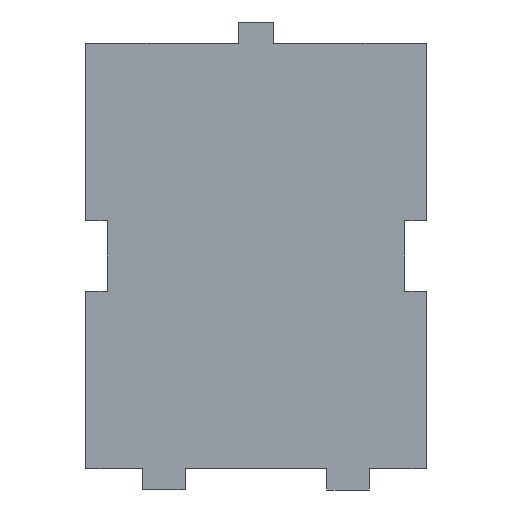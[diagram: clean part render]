
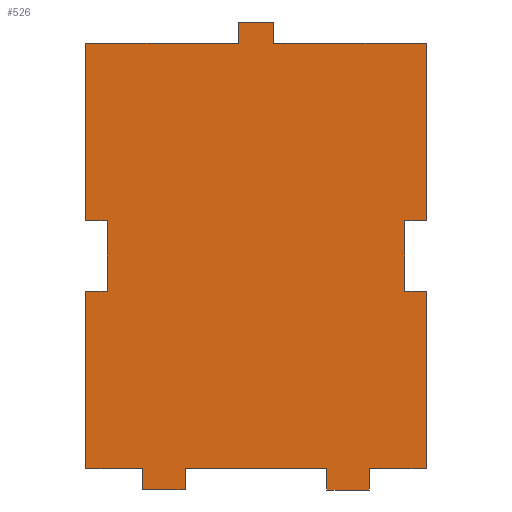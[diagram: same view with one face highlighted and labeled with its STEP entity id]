
A CAD part, front view. The second image highlights one B-rep face of the part: STEP entity #526.
In plain terms, the highlighted planar face has unit normal (0, -1, 0).
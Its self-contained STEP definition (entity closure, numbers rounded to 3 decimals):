
#40=FACE_OUTER_BOUND('',#66,.T.);
#66=EDGE_LOOP('',(#451,#452,#453,#454,#455,#456,#457,#458,#459,#460,#461,
#462,#463,#464,#465,#466,#467,#468,#469,#470,#471,#472,#473,#474));
#67=LINE('',#685,#139);
#71=LINE('',#693,#143);
#74=LINE('',#699,#146);
#77=LINE('',#705,#149);
#80=LINE('',#711,#152);
#83=LINE('',#717,#155);
#86=LINE('',#723,#158);
#89=LINE('',#729,#161);
#92=LINE('',#735,#164);
#95=LINE('',#741,#167);
#98=LINE('',#747,#170);
#101=LINE('',#753,#173);
#104=LINE('',#759,#176);
#107=LINE('',#765,#179);
#110=LINE('',#771,#182);
#113=LINE('',#777,#185);
#116=LINE('',#783,#188);
#119=LINE('',#789,#191);
#122=LINE('',#795,#194);
#125=LINE('',#801,#197);
#128=LINE('',#807,#200);
#131=LINE('',#813,#203);
#134=LINE('',#819,#206);
#137=LINE('',#824,#209);
#139=VECTOR('',#559,25.);
#143=VECTOR('',#565,3.);
#146=VECTOR('',#570,10.);
#149=VECTOR('',#575,3.);
#152=VECTOR('',#580,25.);
#155=VECTOR('',#585,8.);
#158=VECTOR('',#590,3.);
#161=VECTOR('',#595,6.);
#164=VECTOR('',#600,3.);
#167=VECTOR('',#605,20.);
#170=VECTOR('',#610,3.);
#173=VECTOR('',#615,6.);
#176=VECTOR('',#620,3.);
#179=VECTOR('',#625,8.);
#182=VECTOR('',#630,25.);
#185=VECTOR('',#635,3.);
#188=VECTOR('',#640,10.);
#191=VECTOR('',#645,3.);
#194=VECTOR('',#650,25.);
#197=VECTOR('',#655,21.5);
#200=VECTOR('',#660,3.);
#203=VECTOR('',#665,5.);
#206=VECTOR('',#670,3.);
#209=VECTOR('',#675,21.5);
#211=VERTEX_POINT('',#683);
#212=VERTEX_POINT('',#684);
#215=VERTEX_POINT('',#692);
#217=VERTEX_POINT('',#698);
#219=VERTEX_POINT('',#704);
#221=VERTEX_POINT('',#710);
#223=VERTEX_POINT('',#716);
#225=VERTEX_POINT('',#722);
#227=VERTEX_POINT('',#728);
#229=VERTEX_POINT('',#734);
#231=VERTEX_POINT('',#740);
#233=VERTEX_POINT('',#746);
#235=VERTEX_POINT('',#752);
#237=VERTEX_POINT('',#758);
#239=VERTEX_POINT('',#764);
#241=VERTEX_POINT('',#770);
#243=VERTEX_POINT('',#776);
#245=VERTEX_POINT('',#782);
#247=VERTEX_POINT('',#788);
#249=VERTEX_POINT('',#794);
#251=VERTEX_POINT('',#800);
#253=VERTEX_POINT('',#806);
#255=VERTEX_POINT('',#812);
#257=VERTEX_POINT('',#818);
#259=EDGE_CURVE('',#211,#212,#67,.T.);
#263=EDGE_CURVE('',#215,#211,#71,.T.);
#266=EDGE_CURVE('',#217,#215,#74,.T.);
#269=EDGE_CURVE('',#219,#217,#77,.T.);
#272=EDGE_CURVE('',#221,#219,#80,.T.);
#275=EDGE_CURVE('',#223,#221,#83,.T.);
#278=EDGE_CURVE('',#225,#223,#86,.T.);
#281=EDGE_CURVE('',#227,#225,#89,.T.);
#284=EDGE_CURVE('',#229,#227,#92,.T.);
#287=EDGE_CURVE('',#231,#229,#95,.T.);
#290=EDGE_CURVE('',#233,#231,#98,.T.);
#293=EDGE_CURVE('',#235,#233,#101,.T.);
#296=EDGE_CURVE('',#237,#235,#104,.T.);
#299=EDGE_CURVE('',#239,#237,#107,.T.);
#302=EDGE_CURVE('',#241,#239,#110,.T.);
#305=EDGE_CURVE('',#243,#241,#113,.T.);
#308=EDGE_CURVE('',#245,#243,#116,.T.);
#311=EDGE_CURVE('',#247,#245,#119,.T.);
#314=EDGE_CURVE('',#249,#247,#122,.T.);
#317=EDGE_CURVE('',#251,#249,#125,.T.);
#320=EDGE_CURVE('',#253,#251,#128,.T.);
#323=EDGE_CURVE('',#255,#253,#131,.T.);
#326=EDGE_CURVE('',#257,#255,#134,.T.);
#329=EDGE_CURVE('',#212,#257,#137,.T.);
#451=ORIENTED_EDGE('',*,*,#329,.F.);
#452=ORIENTED_EDGE('',*,*,#259,.F.);
#453=ORIENTED_EDGE('',*,*,#263,.F.);
#454=ORIENTED_EDGE('',*,*,#266,.F.);
#455=ORIENTED_EDGE('',*,*,#269,.F.);
#456=ORIENTED_EDGE('',*,*,#272,.F.);
#457=ORIENTED_EDGE('',*,*,#275,.F.);
#458=ORIENTED_EDGE('',*,*,#278,.F.);
#459=ORIENTED_EDGE('',*,*,#281,.F.);
#460=ORIENTED_EDGE('',*,*,#284,.F.);
#461=ORIENTED_EDGE('',*,*,#287,.F.);
#462=ORIENTED_EDGE('',*,*,#290,.F.);
#463=ORIENTED_EDGE('',*,*,#293,.F.);
#464=ORIENTED_EDGE('',*,*,#296,.F.);
#465=ORIENTED_EDGE('',*,*,#299,.F.);
#466=ORIENTED_EDGE('',*,*,#302,.F.);
#467=ORIENTED_EDGE('',*,*,#305,.F.);
#468=ORIENTED_EDGE('',*,*,#308,.F.);
#469=ORIENTED_EDGE('',*,*,#311,.F.);
#470=ORIENTED_EDGE('',*,*,#314,.F.);
#471=ORIENTED_EDGE('',*,*,#317,.F.);
#472=ORIENTED_EDGE('',*,*,#320,.F.);
#473=ORIENTED_EDGE('',*,*,#323,.F.);
#474=ORIENTED_EDGE('',*,*,#326,.F.);
#500=PLANE('',#554);
#526=ADVANCED_FACE('',(#40),#500,.T.);
#554=AXIS2_PLACEMENT_3D('',#827,#679,#680);
#559=DIRECTION('',(0.,0.,1.));
#565=DIRECTION('',(-1.,0.,0.));
#570=DIRECTION('',(0.,0.,1.));
#575=DIRECTION('',(1.,0.,0.));
#580=DIRECTION('',(0.,0.,1.));
#585=DIRECTION('',(-1.,0.,0.));
#590=DIRECTION('',(0.,0.,1.));
#595=DIRECTION('',(-1.,0.,0.));
#600=DIRECTION('',(0.,0.,-1.));
#605=DIRECTION('',(-1.,0.,0.));
#610=DIRECTION('',(0.,0.,1.));
#615=DIRECTION('',(-1.,0.,0.));
#620=DIRECTION('',(0.,0.,-1.));
#625=DIRECTION('',(-1.,0.,0.));
#630=DIRECTION('',(0.,0.,-1.));
#635=DIRECTION('',(1.,0.,0.));
#640=DIRECTION('',(0.,0.,-1.));
#645=DIRECTION('',(-1.,0.,0.));
#650=DIRECTION('',(0.,0.,-1.));
#655=DIRECTION('',(1.,0.,0.));
#660=DIRECTION('',(0.,0.,-1.));
#665=DIRECTION('',(1.,0.,0.));
#670=DIRECTION('',(0.,0.,1.));
#675=DIRECTION('',(1.,0.,0.));
#679=DIRECTION('center_axis',(0.,-1.,0.));
#680=DIRECTION('ref_axis',(0.,0.,-1.));
#683=CARTESIAN_POINT('',(-48.,0.,38.));
#684=CARTESIAN_POINT('',(-48.,0.,63.));
#685=CARTESIAN_POINT('',(-48.,0.,38.));
#692=CARTESIAN_POINT('',(-45.,0.,38.));
#693=CARTESIAN_POINT('',(-45.,0.,38.));
#698=CARTESIAN_POINT('',(-45.,0.,28.));
#699=CARTESIAN_POINT('',(-45.,0.,28.));
#704=CARTESIAN_POINT('',(-48.,0.,28.));
#705=CARTESIAN_POINT('',(-48.,0.,28.));
#710=CARTESIAN_POINT('',(-48.,0.,3.));
#711=CARTESIAN_POINT('',(-48.,0.,3.));
#716=CARTESIAN_POINT('',(-40.,0.,3.));
#717=CARTESIAN_POINT('',(-40.,0.,3.));
#722=CARTESIAN_POINT('',(-40.,0.,0.));
#723=CARTESIAN_POINT('',(-40.,0.,0.));
#728=CARTESIAN_POINT('',(-34.,0.,0.));
#729=CARTESIAN_POINT('',(-34.,0.,0.));
#734=CARTESIAN_POINT('',(-34.,0.,3.));
#735=CARTESIAN_POINT('',(-34.,0.,3.));
#740=CARTESIAN_POINT('',(-14.,0.,3.));
#741=CARTESIAN_POINT('',(-14.,0.,3.));
#746=CARTESIAN_POINT('',(-14.,0.,0.));
#747=CARTESIAN_POINT('',(-14.,0.,0.));
#752=CARTESIAN_POINT('',(-8.,0.,0.));
#753=CARTESIAN_POINT('',(-8.,0.,0.));
#758=CARTESIAN_POINT('',(-8.,0.,3.));
#759=CARTESIAN_POINT('',(-8.,0.,3.));
#764=CARTESIAN_POINT('',(0.,0.,3.));
#765=CARTESIAN_POINT('',(0.,0.,3.));
#770=CARTESIAN_POINT('',(0.,0.,28.));
#771=CARTESIAN_POINT('',(0.,0.,28.));
#776=CARTESIAN_POINT('',(-3.,0.,28.));
#777=CARTESIAN_POINT('',(-3.,0.,28.));
#782=CARTESIAN_POINT('',(-3.,0.,38.));
#783=CARTESIAN_POINT('',(-3.,0.,38.));
#788=CARTESIAN_POINT('',(0.,0.,38.));
#789=CARTESIAN_POINT('',(0.,0.,38.));
#794=CARTESIAN_POINT('',(0.,0.,63.));
#795=CARTESIAN_POINT('',(0.,0.,63.));
#800=CARTESIAN_POINT('',(-21.5,0.,63.));
#801=CARTESIAN_POINT('',(-21.5,0.,63.));
#806=CARTESIAN_POINT('',(-21.5,0.,66.));
#807=CARTESIAN_POINT('',(-21.5,0.,66.));
#812=CARTESIAN_POINT('',(-26.5,0.,66.));
#813=CARTESIAN_POINT('',(-26.5,0.,66.));
#818=CARTESIAN_POINT('',(-26.5,0.,63.));
#819=CARTESIAN_POINT('',(-26.5,0.,63.));
#824=CARTESIAN_POINT('',(-48.,0.,63.));
#827=CARTESIAN_POINT('Origin',(-24.,0.,32.146));
